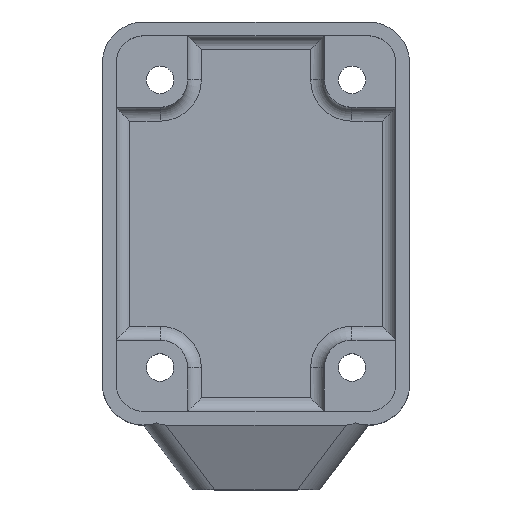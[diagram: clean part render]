
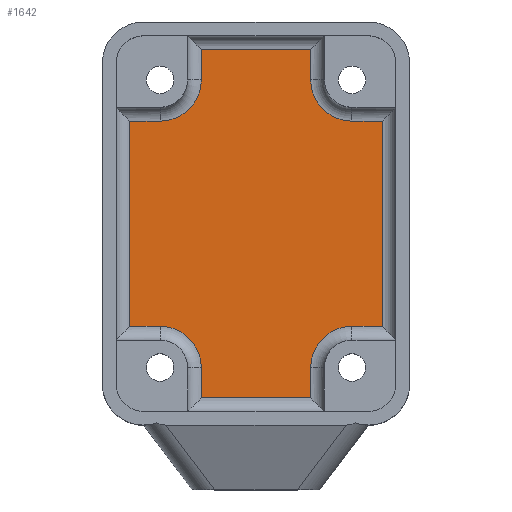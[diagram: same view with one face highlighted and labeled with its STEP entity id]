
A CAD part, top view. The second image highlights one B-rep face of the part: STEP entity #1642.
In plain terms, the highlighted planar face has unit normal (0, 0, 1).
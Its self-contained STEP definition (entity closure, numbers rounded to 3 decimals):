
#56=LINE('',#2460,#205);
#59=LINE('',#2473,#208);
#60=LINE('',#2477,#209);
#63=LINE('',#2488,#212);
#64=LINE('',#2492,#213);
#67=LINE('',#2503,#216);
#68=LINE('',#2512,#217);
#70=LINE('',#2521,#219);
#73=LINE('',#2527,#222);
#75=LINE('',#2534,#224);
#76=LINE('',#2542,#225);
#78=LINE('',#2551,#227);
#205=VECTOR('',#1941,10.);
#208=VECTOR('',#1952,10.);
#209=VECTOR('',#1957,10.);
#212=VECTOR('',#1966,10.);
#213=VECTOR('',#1971,10.);
#216=VECTOR('',#1980,10.);
#217=VECTOR('',#1993,10.);
#219=VECTOR('',#2005,10.);
#222=VECTOR('',#2010,10.);
#224=VECTOR('',#2018,10.);
#225=VECTOR('',#2029,10.);
#227=VECTOR('',#2041,10.);
#437=FACE_OUTER_BOUND('',#539,.T.);
#539=EDGE_LOOP('',(#1206,#1207,#1208,#1209,#1210,#1211,#1212,#1213,#1214,
#1215,#1216,#1217,#1218,#1219,#1220,#1221));
#638=CIRCLE('',#1756,6.);
#641=CIRCLE('',#1761,6.);
#645=CIRCLE('',#1770,6.);
#648=CIRCLE('',#1775,6.);
#704=VERTEX_POINT('',#2458);
#705=VERTEX_POINT('',#2459);
#710=VERTEX_POINT('',#2470);
#711=VERTEX_POINT('',#2472);
#712=VERTEX_POINT('',#2476);
#716=VERTEX_POINT('',#2485);
#717=VERTEX_POINT('',#2487);
#718=VERTEX_POINT('',#2491);
#722=VERTEX_POINT('',#2500);
#723=VERTEX_POINT('',#2502);
#725=VERTEX_POINT('',#2507);
#727=VERTEX_POINT('',#2516);
#729=VERTEX_POINT('',#2526);
#731=VERTEX_POINT('',#2532);
#733=VERTEX_POINT('',#2537);
#735=VERTEX_POINT('',#2546);
#855=EDGE_CURVE('',#704,#705,#56,.T.);
#861=EDGE_CURVE('',#710,#711,#59,.T.);
#863=EDGE_CURVE('',#711,#712,#60,.T.);
#868=EDGE_CURVE('',#716,#717,#63,.T.);
#870=EDGE_CURVE('',#717,#718,#64,.T.);
#875=EDGE_CURVE('',#722,#723,#67,.T.);
#878=EDGE_CURVE('',#725,#722,#638,.T.);
#880=EDGE_CURVE('',#718,#725,#68,.T.);
#883=EDGE_CURVE('',#727,#716,#641,.T.);
#885=EDGE_CURVE('',#712,#727,#70,.T.);
#888=EDGE_CURVE('',#723,#729,#73,.T.);
#892=EDGE_CURVE('',#731,#704,#75,.T.);
#894=EDGE_CURVE('',#733,#731,#645,.T.);
#896=EDGE_CURVE('',#729,#733,#76,.T.);
#899=EDGE_CURVE('',#735,#710,#648,.T.);
#901=EDGE_CURVE('',#705,#735,#78,.T.);
#1206=ORIENTED_EDGE('',*,*,#875,.F.);
#1207=ORIENTED_EDGE('',*,*,#878,.F.);
#1208=ORIENTED_EDGE('',*,*,#880,.F.);
#1209=ORIENTED_EDGE('',*,*,#870,.F.);
#1210=ORIENTED_EDGE('',*,*,#868,.F.);
#1211=ORIENTED_EDGE('',*,*,#883,.F.);
#1212=ORIENTED_EDGE('',*,*,#885,.F.);
#1213=ORIENTED_EDGE('',*,*,#863,.F.);
#1214=ORIENTED_EDGE('',*,*,#861,.F.);
#1215=ORIENTED_EDGE('',*,*,#899,.F.);
#1216=ORIENTED_EDGE('',*,*,#901,.F.);
#1217=ORIENTED_EDGE('',*,*,#855,.F.);
#1218=ORIENTED_EDGE('',*,*,#892,.F.);
#1219=ORIENTED_EDGE('',*,*,#894,.F.);
#1220=ORIENTED_EDGE('',*,*,#896,.F.);
#1221=ORIENTED_EDGE('',*,*,#888,.F.);
#1576=PLANE('',#1788);
#1642=ADVANCED_FACE('',(#437),#1576,.T.);
#1756=AXIS2_PLACEMENT_3D('',#2509,#1987,#1988);
#1761=AXIS2_PLACEMENT_3D('',#2518,#1999,#2000);
#1770=AXIS2_PLACEMENT_3D('',#2539,#2023,#2024);
#1775=AXIS2_PLACEMENT_3D('',#2548,#2035,#2036);
#1788=AXIS2_PLACEMENT_3D('',#2603,#2086,#2087);
#1941=DIRECTION('',(-1.,0.,0.));
#1952=DIRECTION('',(-1.,0.,0.));
#1957=DIRECTION('',(0.,1.,0.));
#1966=DIRECTION('',(0.,1.,0.));
#1971=DIRECTION('',(1.,0.,0.));
#1980=DIRECTION('',(1.,0.,0.));
#1987=DIRECTION('center_axis',(0.,0.,1.));
#1988=DIRECTION('ref_axis',(-0.707,-0.707,0.));
#1993=DIRECTION('',(0.,-1.,0.));
#1999=DIRECTION('center_axis',(0.,0.,1.));
#2000=DIRECTION('ref_axis',(0.707,-0.707,0.));
#2005=DIRECTION('',(1.,0.,0.));
#2010=DIRECTION('',(0.,-1.,0.));
#2018=DIRECTION('',(0.,-1.,0.));
#2023=DIRECTION('center_axis',(0.,0.,1.));
#2024=DIRECTION('ref_axis',(-0.707,0.707,0.));
#2029=DIRECTION('',(-1.,0.,0.));
#2035=DIRECTION('center_axis',(0.,0.,1.));
#2036=DIRECTION('ref_axis',(0.707,0.707,0.));
#2041=DIRECTION('',(0.,1.,0.));
#2086=DIRECTION('center_axis',(0.,0.,1.));
#2087=DIRECTION('ref_axis',(1.,0.,0.));
#2458=CARTESIAN_POINT('',(-14.408,4.,-18.));
#2459=CARTESIAN_POINT('',(-30.348,4.,-18.));
#2460=CARTESIAN_POINT('',(-14.19,4.,-18.));
#2470=CARTESIAN_POINT('',(-36.348,14.408,-18.));
#2472=CARTESIAN_POINT('',(-40.76,14.408,-18.));
#2473=CARTESIAN_POINT('',(-29.364,14.408,-18.));
#2476=CARTESIAN_POINT('',(-40.76,44.318,-18.));
#2477=CARTESIAN_POINT('',(-40.76,17.683,-18.));
#2485=CARTESIAN_POINT('',(-30.348,50.318,-18.));
#2487=CARTESIAN_POINT('',(-30.348,54.73,-18.));
#2488=CARTESIAN_POINT('',(-30.348,39.842,-18.));
#2491=CARTESIAN_POINT('',(-14.408,54.73,-18.));
#2492=CARTESIAN_POINT('',(-30.57,54.73,-18.));
#2500=CARTESIAN_POINT('',(-8.408,44.318,-18.));
#2502=CARTESIAN_POINT('',(-4.,44.318,-18.));
#2503=CARTESIAN_POINT('',(-15.394,44.318,-18.));
#2507=CARTESIAN_POINT('',(-14.408,50.318,-18.));
#2509=CARTESIAN_POINT('Origin',(-8.408,50.318,-18.));
#2512=CARTESIAN_POINT('',(-14.408,43.048,-18.));
#2516=CARTESIAN_POINT('',(-36.348,44.318,-18.));
#2518=CARTESIAN_POINT('Origin',(-36.348,50.318,-18.));
#2521=CARTESIAN_POINT('',(-32.57,44.318,-18.));
#2526=CARTESIAN_POINT('',(-4.,14.408,-18.));
#2527=CARTESIAN_POINT('',(-4.,41.048,-18.));
#2532=CARTESIAN_POINT('',(-14.408,8.408,-18.));
#2534=CARTESIAN_POINT('',(-14.408,18.887,-18.));
#2537=CARTESIAN_POINT('',(-8.408,14.408,-18.));
#2539=CARTESIAN_POINT('Origin',(-8.408,8.408,-18.));
#2542=CARTESIAN_POINT('',(-12.19,14.408,-18.));
#2546=CARTESIAN_POINT('',(-30.348,8.408,-18.));
#2548=CARTESIAN_POINT('Origin',(-36.348,8.408,-18.));
#2551=CARTESIAN_POINT('',(-30.348,15.683,-18.));
#2603=CARTESIAN_POINT('Origin',(-22.38,29.365,-18.));
